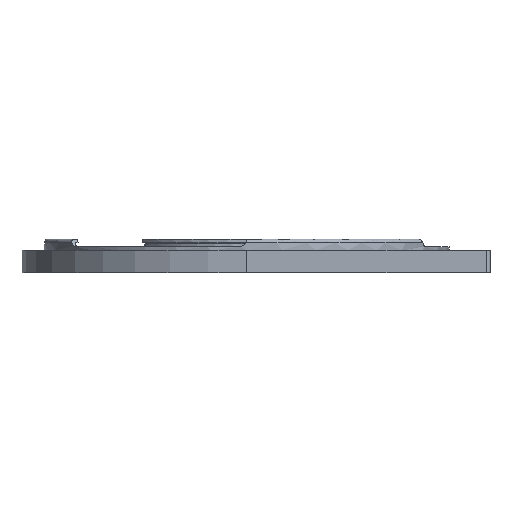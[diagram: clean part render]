
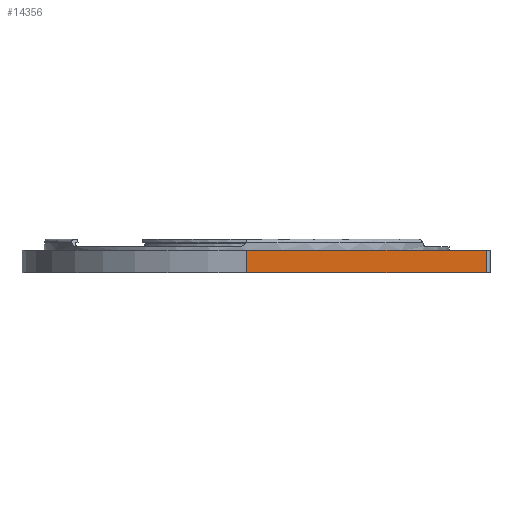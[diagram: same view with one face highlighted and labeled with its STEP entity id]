
A CAD part, left-side view. The second image highlights one B-rep face of the part: STEP entity #14356.
In plain terms, the highlighted planar face has unit normal (-1, 0, 0).
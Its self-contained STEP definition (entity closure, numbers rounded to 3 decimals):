
#320=PLANE('',#15612);
#738=FACE_OUTER_BOUND('',#1661,.T.);
#1661=EDGE_LOOP('',(#10544,#10545,#10546,#10547));
#2774=LINE('',#23158,#4081);
#2779=LINE('',#23170,#4086);
#2815=LINE('',#23448,#4122);
#2816=LINE('',#23449,#4123);
#4081=VECTOR('',#17811,10.);
#4086=VECTOR('',#17822,10.);
#4122=VECTOR('',#18100,10.);
#4123=VECTOR('',#18101,10.);
#6552=VERTEX_POINT('',#23155);
#6553=VERTEX_POINT('',#23157);
#6557=VERTEX_POINT('',#23169);
#6678=VERTEX_POINT('',#23447);
#8056=EDGE_CURVE('',#6552,#6553,#2774,.T.);
#8062=EDGE_CURVE('',#6553,#6557,#2779,.T.);
#8201=EDGE_CURVE('',#6678,#6552,#2815,.T.);
#8202=EDGE_CURVE('',#6557,#6678,#2816,.T.);
#10544=ORIENTED_EDGE('',*,*,#8056,.F.);
#10545=ORIENTED_EDGE('',*,*,#8201,.F.);
#10546=ORIENTED_EDGE('',*,*,#8202,.F.);
#10547=ORIENTED_EDGE('',*,*,#8062,.F.);
#14356=ADVANCED_FACE('',(#738),#320,.T.);
#15612=AXIS2_PLACEMENT_3D('',#23446,#18098,#18099);
#17811=DIRECTION('',(0.,0.,-1.));
#17822=DIRECTION('',(0.,1.,0.));
#18098=DIRECTION('center_axis',(-1.,0.,0.));
#18099=DIRECTION('ref_axis',(0.,-1.,0.));
#18100=DIRECTION('',(0.,-1.,0.));
#18101=DIRECTION('',(0.,0.,1.));
#23155=CARTESIAN_POINT('',(-120.,-128.,10.));
#23157=CARTESIAN_POINT('',(-120.,-128.,-2.));
#23158=CARTESIAN_POINT('',(-120.,-128.,0.));
#23169=CARTESIAN_POINT('',(-120.,0.,-2.));
#23170=CARTESIAN_POINT('',(-120.,0.,-2.));
#23446=CARTESIAN_POINT('Origin',(-120.,0.,0.));
#23447=CARTESIAN_POINT('',(-120.,0.,10.));
#23448=CARTESIAN_POINT('',(-120.,0.,10.));
#23449=CARTESIAN_POINT('',(-120.,0.,-2.));
